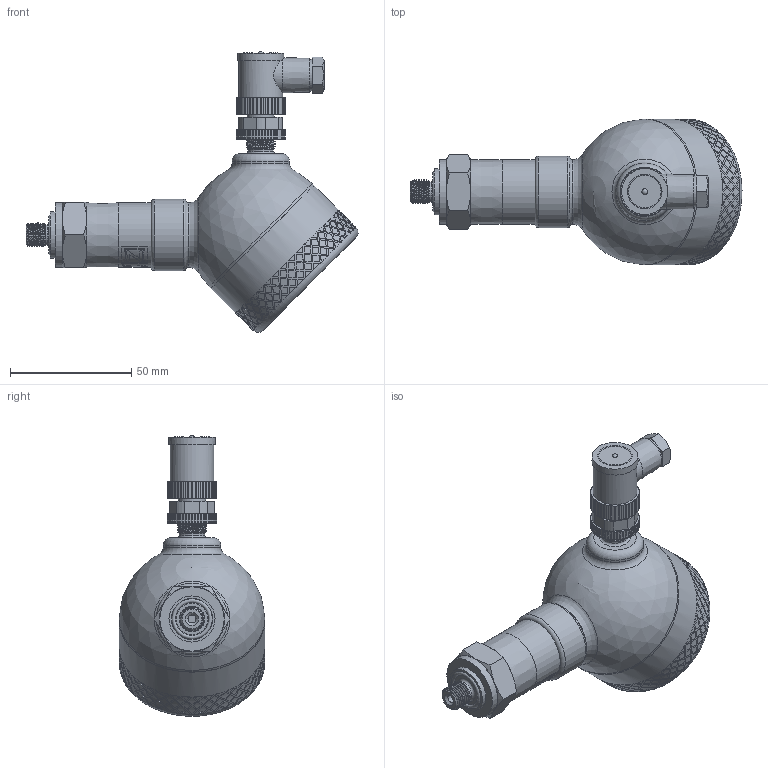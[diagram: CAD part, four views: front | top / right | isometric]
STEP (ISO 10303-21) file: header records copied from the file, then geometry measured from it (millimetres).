
FILE_DESCRIPTION(/* description */ (''),/* implementation_level */ '2;1');
FILE_NAME(/* name */ 'APZ3421FH_5_M12x1-angular.step',/* time_stamp */ '2021-06-30T14:58:52+03:00',/* author */ (''),/* organization */ (''),/* preprocessor_version */ 'ST-DEVELOPER v18.1',/* originating_system */ 'Autodesk Translation Framework v10.9.0.1377',/* authorisation */ '');
FILE_SCHEMA (('AUTOMOTIVE_DESIGN { 1 0 10303 214 3 1 1 }'));
Length unit declared in the file: millimetre
Products named in the file (7): Полевой корпус 
3420 3421 3230 заполненный; M10x1 DIN; FieldHousing Assembly v16; main body; Крышка без 
дисплея; Адаптер М12х1; M12x1 female angular v10
Assembly tree (6 placements, depth 3):
  Полевой корпус 
3420 3421 3230 заполненный
    M10x1 DIN
    FieldHousing Assembly v16
      main body
      Крышка без 
дисплея
      Адаптер М12х1
      M12x1 female angular v10
Bounding box: 136.91 x 60.1 x 115.68 mm (x, y, z)
Volume: 174763.6 mm3; surface area: 46789.1 mm2
Topology: 7 solids, 7 shells, 1592 faces, 3997 edges, 2626 vertices
Faces by surface type: bspline 866, cylinder 498, plane 170, cone 29, torus 25, sphere 4
Full cylindrical faces by diameter (mm): 1 x4, 3.3 x1, 7 x1, 8 x1, 8.5 x1, 8.744 x4, 9.3 x1, 9.471 x2, 9.884 x3, 10.5 x2, 10.741 x7, 11.035 x4, 11.156 x1, 11.884 x6, 12.152 x4, 13 x1, 13.5 x1, 16.7 x1, 18 x1, 19 x2, 19.7 x1, 21.6 x1, 22.4 x1, 23.6 x1, 24.5 x2, 26.5 x1, 29.5 x1, 55 x9, 56.5 x1, 57.2 x1
Entity records: 67371 total; most frequent: CARTESIAN_POINT 35957, ORIENTED_EDGE 7992, EDGE_CURVE 3996, DIRECTION 3679, VERTEX_POINT 2626, B_SPLINE_CURVE_WITH_KNOTS 2549, EDGE_LOOP 1806, FACE_OUTER_BOUND 1592
